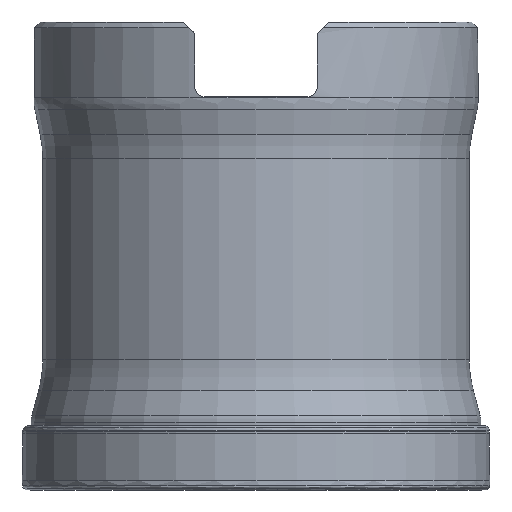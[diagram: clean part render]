
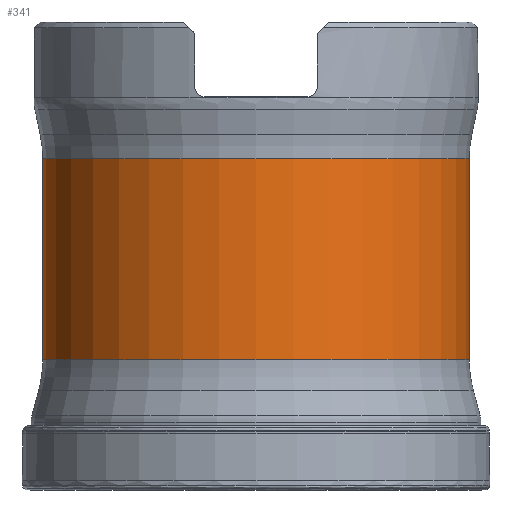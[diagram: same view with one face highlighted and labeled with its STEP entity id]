
A CAD part, front view. The second image highlights one B-rep face of the part: STEP entity #341.
In plain terms, the highlighted cylindrical face has radius 18.229 mm (diameter 36.457 mm), a full revolution.
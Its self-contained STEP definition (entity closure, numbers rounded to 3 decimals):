
#140=CYLINDRICAL_SURFACE('',#1337,18.229);
#226=FACE_BOUND('',#481,.T.);
#227=FACE_BOUND('',#482,.T.);
#341=ADVANCED_FACE('',(#226,#227),#140,.T.);
#481=EDGE_LOOP('',(#723));
#482=EDGE_LOOP('',(#724));
#630=CIRCLE('',#1335,18.229);
#631=CIRCLE('',#1336,18.229);
#723=ORIENTED_EDGE('',*,*,#1132,.T.);
#724=ORIENTED_EDGE('',*,*,#1133,.T.);
#1013=VERTEX_POINT('',#1949);
#1014=VERTEX_POINT('',#1951);
#1132=EDGE_CURVE('',#1013,#1013,#630,.T.);
#1133=EDGE_CURVE('',#1014,#1014,#631,.T.);
#1335=AXIS2_PLACEMENT_3D('',#1948,#1510,#1511);
#1336=AXIS2_PLACEMENT_3D('',#1950,#1512,#1513);
#1337=AXIS2_PLACEMENT_3D('',#1952,#1514,#1515);
#1510=DIRECTION('',(0.,0.,-1.));
#1511=DIRECTION('',(-1.,0.,0.));
#1512=DIRECTION('',(0.,0.,1.));
#1513=DIRECTION('',(-1.,0.,0.));
#1514=DIRECTION('',(0.,0.,-1.));
#1515=DIRECTION('',(-1.,0.,0.));
#1948=CARTESIAN_POINT('',(0.,0.,-11.68));
#1949=CARTESIAN_POINT('',(-18.229,0.,-11.68));
#1950=CARTESIAN_POINT('',(0.,0.,-28.879));
#1951=CARTESIAN_POINT('',(-18.229,0.,-28.879));
#1952=CARTESIAN_POINT('',(0.,0.,0.));
